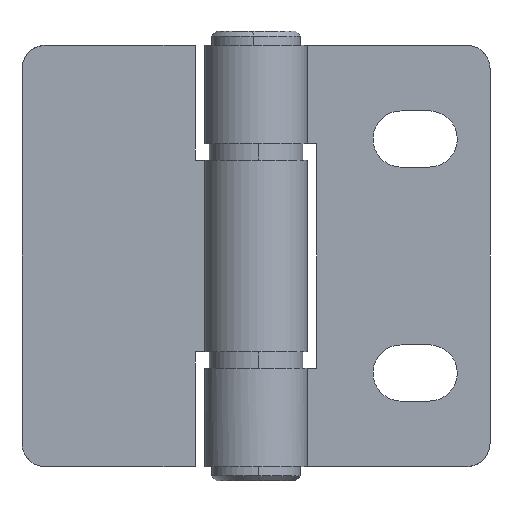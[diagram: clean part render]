
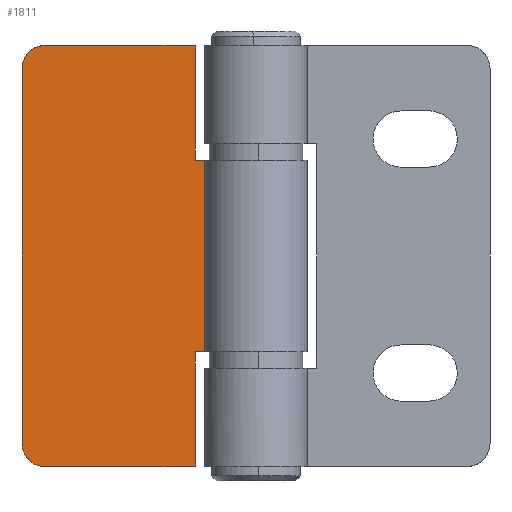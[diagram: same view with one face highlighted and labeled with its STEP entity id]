
A CAD part, front view. The second image highlights one B-rep face of the part: STEP entity #1811.
In plain terms, the highlighted free-form (B-spline) face has degree [1, 1] with [2, 2] control points.
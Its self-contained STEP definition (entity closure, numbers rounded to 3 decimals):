
#1346=CARTESIAN_POINT('',(0.,6.0,24.5));
#1347=VERTEX_POINT('',#1346);
#1348=CARTESIAN_POINT('',(-13.0,6.0,24.5));
#1349=VERTEX_POINT('',#1348);
#1350=CARTESIAN_POINT('',(0.,6.0,24.5));
#1351=CARTESIAN_POINT('',(-13.0,6.0,24.5));
#1352=QUASI_UNIFORM_CURVE('',1,(#1350,#1351),.UNSPECIFIED.,.F.,.U.);
#1353=EDGE_CURVE('',#1347,#1349,#1352,.T.);
#1424=CARTESIAN_POINT('',(-13.0,6.0,0.0));
#1425=VERTEX_POINT('',#1424);
#1426=CARTESIAN_POINT('',(-13.0,6.0,24.5));
#1427=CARTESIAN_POINT('',(-13.0,6.0,0.0));
#1428=QUASI_UNIFORM_CURVE('',1,(#1426,#1427),.UNSPECIFIED.,.F.,.U.);
#1429=EDGE_CURVE('',#1349,#1425,#1428,.T.);
#1452=CARTESIAN_POINT('',(0.,6.0,65.5));
#1453=VERTEX_POINT('',#1452);
#1510=CARTESIAN_POINT('',(-13.0,6.0,65.5));
#1511=VERTEX_POINT('',#1510);
#1517=CARTESIAN_POINT('',(0.,6.0,65.5));
#1518=CARTESIAN_POINT('',(-13.0,6.0,65.5));
#1519=QUASI_UNIFORM_CURVE('',1,(#1517,#1518),.UNSPECIFIED.,.F.,.U.);
#1520=EDGE_CURVE('',#1453,#1511,#1519,.T.);
#1538=CARTESIAN_POINT('',(-13.0,6.0,90.0));
#1539=VERTEX_POINT('',#1538);
#1545=CARTESIAN_POINT('',(-13.0,6.0,65.5));
#1546=CARTESIAN_POINT('',(-13.0,6.0,90.0));
#1547=QUASI_UNIFORM_CURVE('',1,(#1545,#1546),.UNSPECIFIED.,.F.,.U.);
#1548=EDGE_CURVE('',#1511,#1539,#1547,.T.);
#1567=CARTESIAN_POINT('',(-45.0,6.0,90.0));
#1568=VERTEX_POINT('',#1567);
#1569=CARTESIAN_POINT('',(-50.0,6.0,85.0));
#1570=VERTEX_POINT('',#1569);
#1571=CARTESIAN_POINT('',(-45.0,6.0,90.));
#1572=CARTESIAN_POINT('',(-50.,6.0,90.));
#1573=CARTESIAN_POINT('',(-50.,6.0,85.0));
#1581=(BOUNDED_CURVE()B_SPLINE_CURVE(2,(#1571,#1572,#1573),.UNSPECIFIED.,.F.,.U.)CURVE()GEOMETRIC_REPRESENTATION_ITEM()QUASI_UNIFORM_CURVE()RATIONAL_B_SPLINE_CURVE((1.0,0.707,1.0))REPRESENTATION_ITEM(''));
#1582=EDGE_CURVE('',#1568,#1570,#1581,.T.);
#1628=CARTESIAN_POINT('',(-50.0,6.0,5.0));
#1629=VERTEX_POINT('',#1628);
#1630=CARTESIAN_POINT('',(-45.0,6.0,0.0));
#1631=VERTEX_POINT('',#1630);
#1632=CARTESIAN_POINT('',(-50.,6.0,5.0));
#1633=CARTESIAN_POINT('',(-50.,6.0,0.0));
#1634=CARTESIAN_POINT('',(-45.0,6.0,0.0));
#1642=(BOUNDED_CURVE()B_SPLINE_CURVE(2,(#1632,#1633,#1634),.UNSPECIFIED.,.F.,.U.)CURVE()GEOMETRIC_REPRESENTATION_ITEM()QUASI_UNIFORM_CURVE()RATIONAL_B_SPLINE_CURVE((1.0,0.707,1.0))REPRESENTATION_ITEM(''));
#1643=EDGE_CURVE('',#1629,#1631,#1642,.T.);
#1681=CARTESIAN_POINT('',(-13.0,6.0,0.0));
#1682=CARTESIAN_POINT('',(-45.0,6.0,0.0));
#1683=QUASI_UNIFORM_CURVE('',1,(#1681,#1682),.UNSPECIFIED.,.F.,.U.);
#1684=EDGE_CURVE('',#1425,#1631,#1683,.T.);
#1700=CARTESIAN_POINT('',(-50.0,6.0,85.0));
#1701=CARTESIAN_POINT('',(-50.0,6.0,5.0));
#1702=QUASI_UNIFORM_CURVE('',1,(#1700,#1701),.UNSPECIFIED.,.F.,.U.);
#1703=EDGE_CURVE('',#1570,#1629,#1702,.T.);
#1727=CARTESIAN_POINT('',(-13.0,6.0,90.0));
#1728=CARTESIAN_POINT('',(-45.0,6.0,90.0));
#1729=QUASI_UNIFORM_CURVE('',1,(#1727,#1728),.UNSPECIFIED.,.F.,.U.);
#1730=EDGE_CURVE('',#1539,#1568,#1729,.T.);
#1790=CARTESIAN_POINT('',(-52.497,6.0,94.495));
#1791=CARTESIAN_POINT('',(-52.497,6.0,-4.496));
#1792=CARTESIAN_POINT('',(2.498,6.0,94.495));
#1793=CARTESIAN_POINT('',(2.498,6.0,-4.496));
#1794=B_SPLINE_SURFACE_WITH_KNOTS('',1,1,((#1790,#1792),(#1791,#1793)),.UNSPECIFIED.,.F.,.F.,.U.,(2,2),(2,2),(0.0,98.991),(0.0,54.995),.UNSPECIFIED.);
#1795=ORIENTED_EDGE('',*,*,#1429,.F.);
#1796=ORIENTED_EDGE('',*,*,#1353,.F.);
#1797=CARTESIAN_POINT('',(0.,6.0,65.5));
#1798=CARTESIAN_POINT('',(0.,6.0,24.5));
#1799=QUASI_UNIFORM_CURVE('',1,(#1797,#1798),.UNSPECIFIED.,.F.,.U.);
#1800=EDGE_CURVE('',#1453,#1347,#1799,.T.);
#1801=ORIENTED_EDGE('',*,*,#1800,.F.);
#1802=ORIENTED_EDGE('',*,*,#1520,.T.);
#1803=ORIENTED_EDGE('',*,*,#1548,.T.);
#1804=ORIENTED_EDGE('',*,*,#1730,.T.);
#1805=ORIENTED_EDGE('',*,*,#1582,.T.);
#1806=ORIENTED_EDGE('',*,*,#1703,.T.);
#1807=ORIENTED_EDGE('',*,*,#1643,.T.);
#1808=ORIENTED_EDGE('',*,*,#1684,.F.);
#1809=EDGE_LOOP('',(#1795,#1796,#1801,#1802,#1803,#1804,#1805,#1806,#1807,#1808));
#1810=FACE_OUTER_BOUND('',#1809,.T.);
#1811=ADVANCED_FACE('',(#1810),#1794,.T.);
